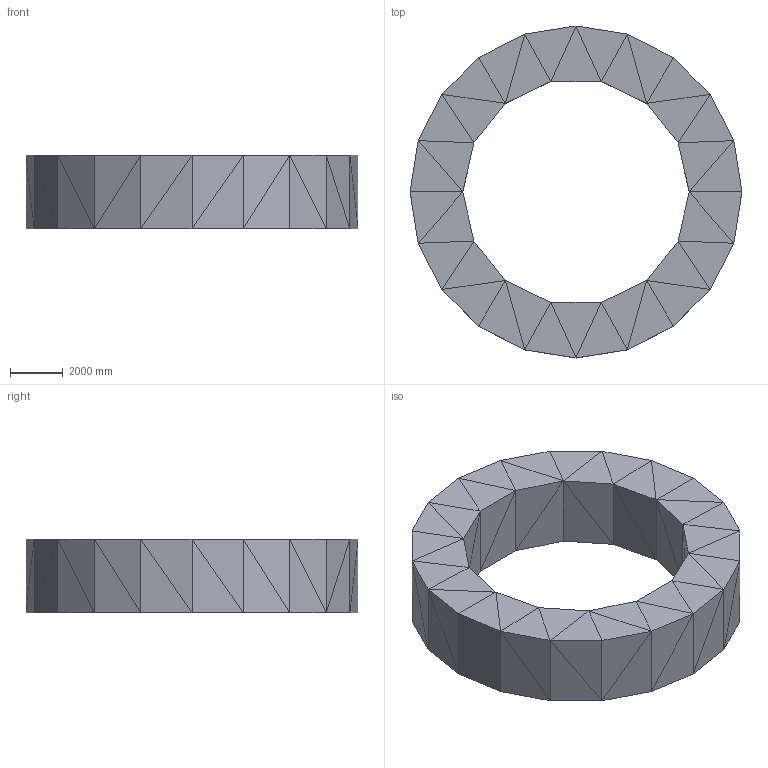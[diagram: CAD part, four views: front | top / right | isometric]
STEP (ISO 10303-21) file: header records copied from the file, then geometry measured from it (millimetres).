
FILE_DESCRIPTION(('Open CASCADE Model'),'2;1');
FILE_NAME('Open CASCADE Shape Model','2017-03-31T20:56:24',('Author'),( 'Open CASCADE'),'Open CASCADE STEP processor 7.0','Open CASCADE 7.0' ,'Unknown');
FILE_SCHEMA(('AUTOMOTIVE_DESIGN { 1 0 10303 214 1 1 1 1 }'));
Length unit declared in the file: metre
Products named in the file (1): Open CASCADE STEP translator 7.0 11
Bounding box: 12600 x 12600 x 2800 mm (x, y, z)
Surface area: 318379278.8 mm2 (no closed solid volume)
Topology: 0 solids, 1 shells, 136 faces, 204 edges, 68 vertices
Faces by surface type: plane 136
Entity records: 5118 total; most frequent: CARTESIAN_POINT 1021, DIRECTION 682, ORIENTED_EDGE 408, LINE 408, VECTOR 408, PCURVE 408, DEFINITIONAL_REPRESENTATION 408, EDGE_CURVE 204
